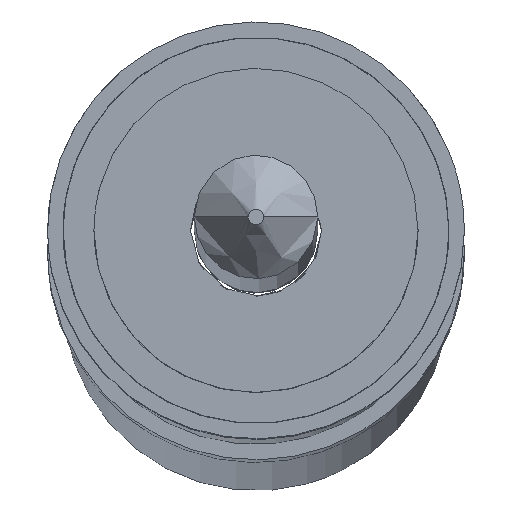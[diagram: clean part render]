
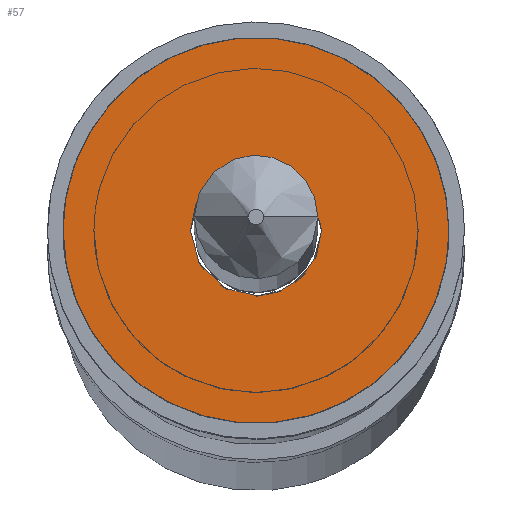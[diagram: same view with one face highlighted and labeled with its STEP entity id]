
A CAD part, top view. The second image highlights one B-rep face of the part: STEP entity #57.
In plain terms, the highlighted planar face has unit normal (0, 0, 1).
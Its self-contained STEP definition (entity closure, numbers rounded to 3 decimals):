
#41=FACE_BOUND('',#150,.T.);
#57=ADVANCED_FACE('',(#102,#41),#606,.T.);
#102=FACE_OUTER_BOUND('',#149,.T.);
#149=EDGE_LOOP('',(#224,#225));
#150=EDGE_LOOP('',(#226,#227));
#224=ORIENTED_EDGE('',*,*,#387,.T.);
#225=ORIENTED_EDGE('',*,*,#388,.F.);
#226=ORIENTED_EDGE('',*,*,#399,.T.);
#227=ORIENTED_EDGE('',*,*,#389,.T.);
#387=EDGE_CURVE('',#559,#556,#475,.T.);
#388=EDGE_CURVE('',#559,#556,#476,.T.);
#389=EDGE_CURVE('',#560,#561,#477,.T.);
#399=EDGE_CURVE('',#561,#560,#487,.T.);
#475=(
BOUNDED_CURVE()
B_SPLINE_CURVE(2,(#883,#884,#885,#886,#887),.UNSPECIFIED.,.F.,.F.)
B_SPLINE_CURVE_WITH_KNOTS((3,2,3),(-157.08,-117.81,-78.54),
 .UNSPECIFIED.)
CURVE()
GEOMETRIC_REPRESENTATION_ITEM()
RATIONAL_B_SPLINE_CURVE((1.,0.707,1.,0.707,1.))
REPRESENTATION_ITEM('')
);
#476=(
BOUNDED_CURVE()
B_SPLINE_CURVE(2,(#888,#889,#890,#891,#892),.UNSPECIFIED.,.F.,.F.)
B_SPLINE_CURVE_WITH_KNOTS((3,2,3),(0.,39.27,78.54),
 .UNSPECIFIED.)
CURVE()
GEOMETRIC_REPRESENTATION_ITEM()
RATIONAL_B_SPLINE_CURVE((1.,0.707,1.,0.707,1.))
REPRESENTATION_ITEM('')
);
#477=(
BOUNDED_CURVE()
B_SPLINE_CURVE(2,(#893,#894,#895,#896,#897),.UNSPECIFIED.,.F.,.F.)
B_SPLINE_CURVE_WITH_KNOTS((3,2,3),(-53.407,-40.055,
-26.704),.UNSPECIFIED.)
CURVE()
GEOMETRIC_REPRESENTATION_ITEM()
RATIONAL_B_SPLINE_CURVE((1.,0.707,1.,0.707,1.))
REPRESENTATION_ITEM('')
);
#487=(
BOUNDED_CURVE()
B_SPLINE_CURVE(2,(#937,#938,#939,#940,#941),.UNSPECIFIED.,.F.,.F.)
B_SPLINE_CURVE_WITH_KNOTS((3,2,3),(-26.704,-13.352,
0.),.UNSPECIFIED.)
CURVE()
GEOMETRIC_REPRESENTATION_ITEM()
RATIONAL_B_SPLINE_CURVE((1.,0.707,1.,0.707,1.))
REPRESENTATION_ITEM('')
);
#556=VERTEX_POINT('',#862);
#559=VERTEX_POINT('',#865);
#560=VERTEX_POINT('',#866);
#561=VERTEX_POINT('',#867);
#606=PLANE('',#671);
#671=AXIS2_PLACEMENT_3D('',#809,#687,$);
#687=DIRECTION('',(0.,0.,1.));
#809=CARTESIAN_POINT('',(-30.12,-30.12,1661.));
#862=CARTESIAN_POINT('',(-25.,0.,1661.));
#865=CARTESIAN_POINT('',(25.,0.,1661.));
#866=CARTESIAN_POINT('',(8.5,0.,1661.));
#867=CARTESIAN_POINT('',(-8.5,0.,1661.));
#883=CARTESIAN_POINT('',(25.,0.,1661.));
#884=CARTESIAN_POINT('',(25.,25.,1661.));
#885=CARTESIAN_POINT('',(0.,25.,1661.));
#886=CARTESIAN_POINT('',(-25.,25.,1661.));
#887=CARTESIAN_POINT('',(-25.,0.,1661.));
#888=CARTESIAN_POINT('',(25.,0.,1661.));
#889=CARTESIAN_POINT('',(25.,-25.,1661.));
#890=CARTESIAN_POINT('',(0.,-25.,1661.));
#891=CARTESIAN_POINT('',(-25.,-25.,1661.));
#892=CARTESIAN_POINT('',(-25.,0.,1661.));
#893=CARTESIAN_POINT('',(8.5,0.,1661.));
#894=CARTESIAN_POINT('',(8.5,-8.5,1661.));
#895=CARTESIAN_POINT('',(0.,-8.5,1661.));
#896=CARTESIAN_POINT('',(-8.5,-8.5,1661.));
#897=CARTESIAN_POINT('',(-8.5,0.,1661.));
#937=CARTESIAN_POINT('',(-8.5,0.,1661.));
#938=CARTESIAN_POINT('',(-8.5,8.5,1661.));
#939=CARTESIAN_POINT('',(0.,8.5,1661.));
#940=CARTESIAN_POINT('',(8.5,8.5,1661.));
#941=CARTESIAN_POINT('',(8.5,0.,1661.));
